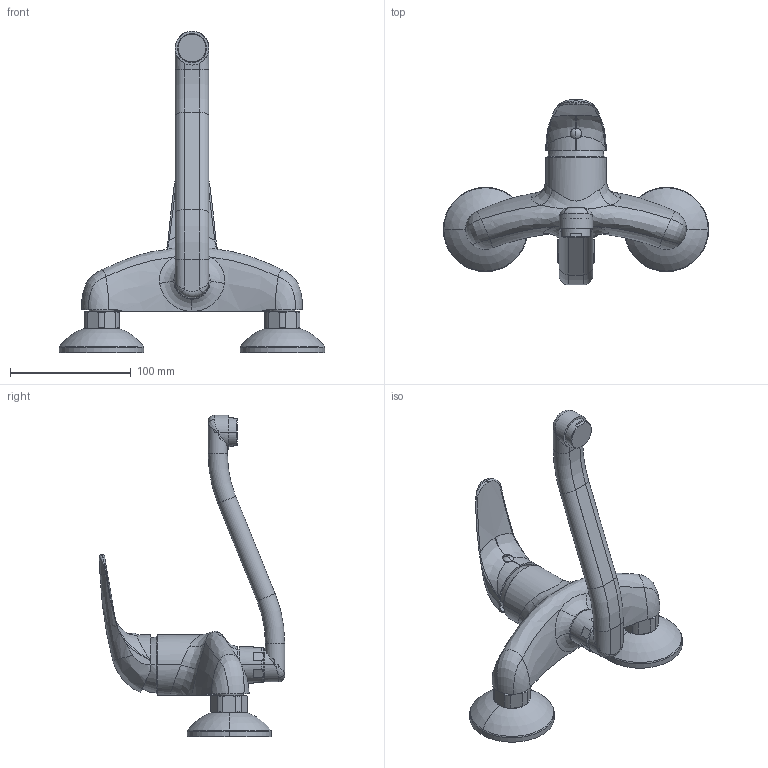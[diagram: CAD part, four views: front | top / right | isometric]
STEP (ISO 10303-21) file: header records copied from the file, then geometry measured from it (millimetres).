
FILE_DESCRIPTION((''),'2;1');
FILE_NAME('DU161CR','2021-11-09T13:47:20',('ut3'),('PAFFONI SpA'),'CREO PARAMETRIC BY PTC INC, 2020044','CREO PARAMETRIC BY PTC INC, 2020044','');
FILE_SCHEMA(('CONFIG_CONTROL_DESIGN','SHAPE_APPEARANCE_LAYERS_GROUPS'));
Length unit declared in the file: millimetre
Products named in the file (1): DU161CR
Bounding box: 220 x 153.72 x 266.5 mm (x, y, z)
Volume: 504636.4 mm3; surface area: 105723 mm2
Topology: 2 solids, 2 shells, 314 faces, 753 edges, 462 vertices
Faces by surface type: cylinder 96, plane 85, bspline 49, cone 44, torus 32, sphere 8
Entity records: 18139 total; most frequent: CARTESIAN_POINT 8974, ORIENTED_EDGE 1498, DIRECTION 1382, EDGE_CURVE 749, AXIS2_PLACEMENT_3D 594, VERTEX_POINT 462, EDGE_LOOP 337, CIRCLE 329
